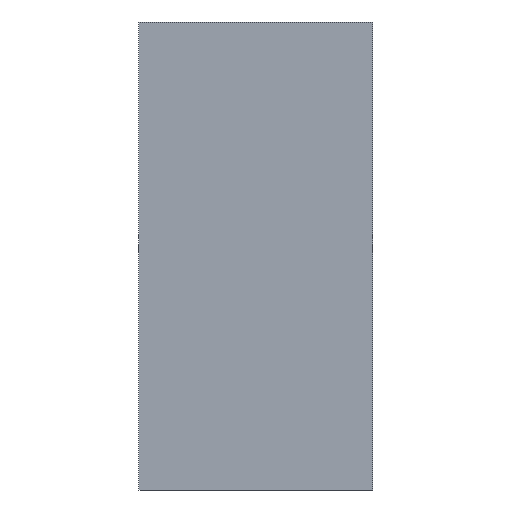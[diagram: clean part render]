
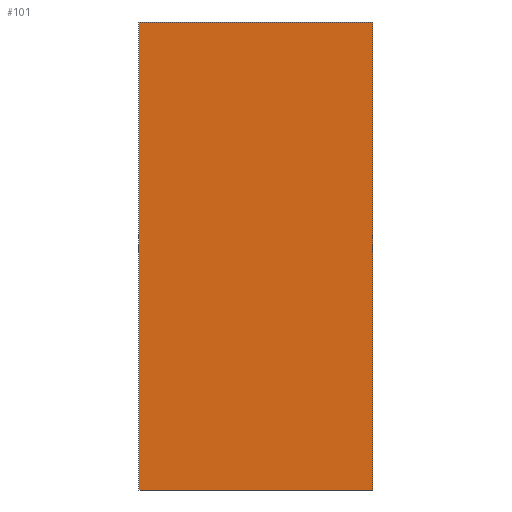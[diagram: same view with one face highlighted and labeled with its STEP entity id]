
A CAD part, front view. The second image highlights one B-rep face of the part: STEP entity #101.
In plain terms, the highlighted planar face has unit normal (0, -1, 0).
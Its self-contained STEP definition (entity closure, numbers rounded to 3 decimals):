
#15=FACE_OUTER_BOUND('',#21,.T.);
#21=EDGE_LOOP('',(#71,#72,#73,#74));
#27=LINE('',#166,#39);
#28=LINE('',#168,#40);
#29=LINE('',#170,#41);
#30=LINE('',#171,#42);
#39=VECTOR('',#140,10.);
#40=VECTOR('',#141,10.);
#41=VECTOR('',#142,10.);
#42=VECTOR('',#143,10.);
#51=VERTEX_POINT('',#164);
#52=VERTEX_POINT('',#165);
#53=VERTEX_POINT('',#167);
#54=VERTEX_POINT('',#169);
#59=EDGE_CURVE('',#51,#52,#27,.T.);
#60=EDGE_CURVE('',#52,#53,#28,.T.);
#61=EDGE_CURVE('',#53,#54,#29,.T.);
#62=EDGE_CURVE('',#54,#51,#30,.T.);
#71=ORIENTED_EDGE('',*,*,#59,.T.);
#72=ORIENTED_EDGE('',*,*,#60,.T.);
#73=ORIENTED_EDGE('',*,*,#61,.T.);
#74=ORIENTED_EDGE('',*,*,#62,.T.);
#95=PLANE('',#130);
#101=ADVANCED_FACE('',(#15),#95,.T.);
#130=AXIS2_PLACEMENT_3D('',#163,#138,#139);
#138=DIRECTION('center_axis',(0.,-1.,0.));
#139=DIRECTION('ref_axis',(0.,0.,-1.));
#140=DIRECTION('',(0.,0.,1.));
#141=DIRECTION('',(-1.,0.,0.));
#142=DIRECTION('',(0.,0.,-1.));
#143=DIRECTION('',(1.,0.,0.));
#163=CARTESIAN_POINT('Origin',(0.,-3.,0.));
#164=CARTESIAN_POINT('',(10.,-3.,-20.));
#165=CARTESIAN_POINT('',(10.,-3.,20.));
#166=CARTESIAN_POINT('',(10.,-3.,20.));
#167=CARTESIAN_POINT('',(-10.,-3.,20.));
#168=CARTESIAN_POINT('',(-10.,-3.,20.));
#169=CARTESIAN_POINT('',(-10.,-3.,-20.));
#170=CARTESIAN_POINT('',(-10.,-3.,-20.));
#171=CARTESIAN_POINT('',(10.,-3.,-20.));
